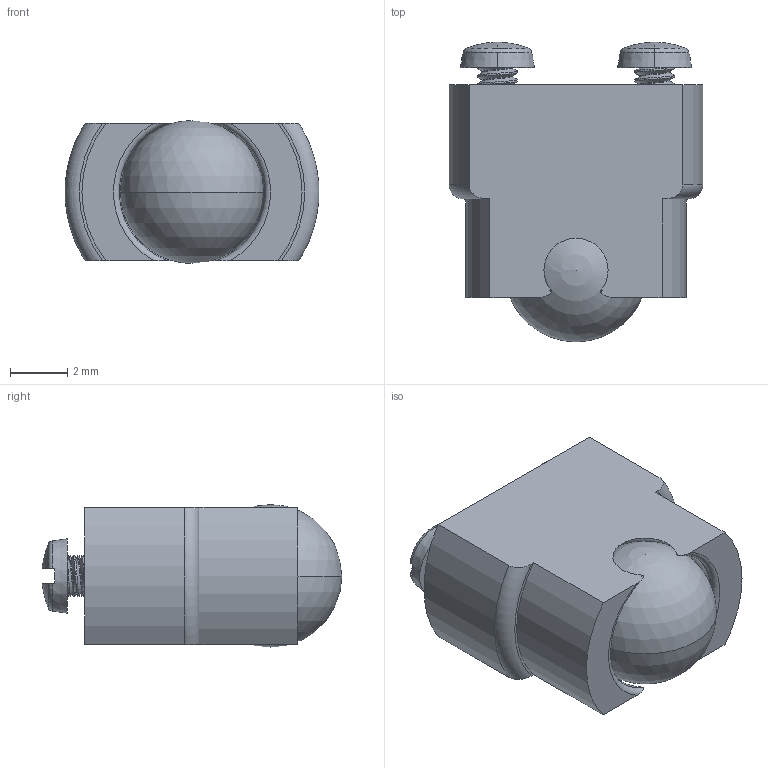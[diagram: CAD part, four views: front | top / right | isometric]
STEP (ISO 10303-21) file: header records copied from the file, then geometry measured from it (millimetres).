
FILE_DESCRIPTION (( 'STEP AP214' ), '1' );
FILE_NAME ('tinycar-caster-withscrew.STEP', '2021-03-31T19:45:13', ( '' ), ( '' ), 'SwSTEP 2.0', 'SolidWorks 2019', '' );
FILE_SCHEMA (( 'AUTOMOTIVE_DESIGN' ));
Length unit declared in the file: inch
Products named in the file (3): tinycar-caster-withscrew; tinycar-caster; 91800A032_METRIC CHEESE HEAD SLOTTED MACHINE SCREW_91800A032
Assembly tree (3 placements, depth 2):
  tinycar-caster-withscrew
    tinycar-caster
    91800A032_METRIC CHEESE HEAD SLOTTED MACHINE SCREW_91800A032  x2
Bounding box: 8.88 x 10.49 x 5 mm (x, y, z)
Volume: 271.4 mm3; surface area: 504.6 mm2
Topology: 6 solids, 6 shells, 177 faces, 493 edges, 327 vertices
Faces by surface type: cylinder 118, plane 21, sphere 12, torus 12, cone 10, bspline 4
Entity records: 4659 total; most frequent: CARTESIAN_POINT 2206, ORIENTED_EDGE 562, DIRECTION 427, EDGE_CURVE 281, VERTEX_POINT 187, AXIS2_PLACEMENT_3D 172, EDGE_LOOP 106, ADVANCED_FACE 103
